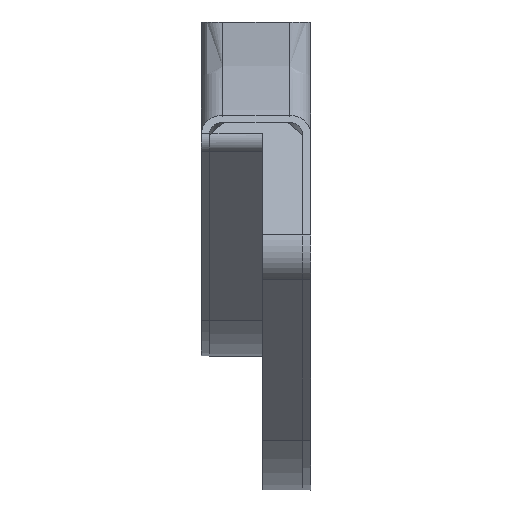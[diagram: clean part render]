
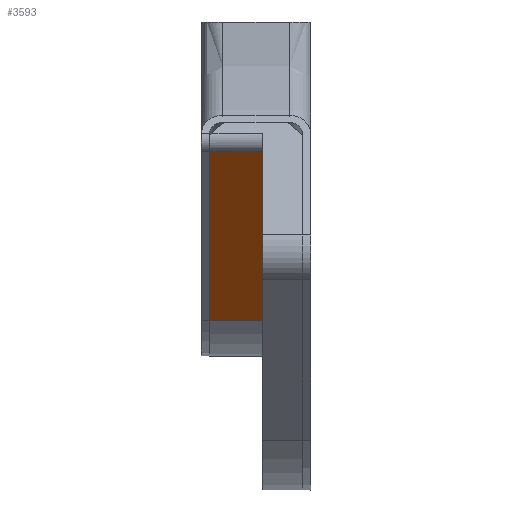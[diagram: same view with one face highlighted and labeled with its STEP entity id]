
A CAD part, front view. The second image highlights one B-rep face of the part: STEP entity #3593.
In plain terms, the highlighted face is planar.
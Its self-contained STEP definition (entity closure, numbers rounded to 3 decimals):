
#3566=AXIS2_PLACEMENT_3D('Plane Axis2P3D',#3563,#3564,#3565) ;
#3249=CARTESIAN_POINT('Vertex',(1.,-119.289,-5.862)) ;
#3252=CARTESIAN_POINT('Line Origine',(1.,-95.687,-21.304)) ;
#3256=CARTESIAN_POINT('Vertex',(1.,-72.086,-36.746)) ;
#3563=CARTESIAN_POINT('Axis2P3D Location',(1.,-120.962,-4.767)) ;
#3568=CARTESIAN_POINT('Line Origine',(-7.,-95.687,-21.304)) ;
#3572=CARTESIAN_POINT('Vertex',(-7.,-119.289,-5.862)) ;
#3574=CARTESIAN_POINT('Vertex',(-7.,-72.086,-36.746)) ;
#3577=CARTESIAN_POINT('Line Origine',(-3.,-72.086,-36.746)) ;
#3582=CARTESIAN_POINT('Line Origine',(-3.,-119.289,-5.862)) ;
#3253=DIRECTION('Vector Direction',(0.,0.837,-0.548)) ;
#3564=DIRECTION('Axis2P3D Direction',(-0.,-0.548,-0.837)) ;
#3565=DIRECTION('Axis2P3D XDirection',(-1.,0.,0.)) ;
#3569=DIRECTION('Vector Direction',(0.,0.837,-0.548)) ;
#3578=DIRECTION('Vector Direction',(-1.,0.,0.)) ;
#3583=DIRECTION('Vector Direction',(-1.,0.,0.)) ;
#3254=VECTOR('Line Direction',#3253,1.) ;
#3570=VECTOR('Line Direction',#3569,1.) ;
#3579=VECTOR('Line Direction',#3578,1.) ;
#3584=VECTOR('Line Direction',#3583,1.) ;
#3588=ORIENTED_EDGE('',*,*,#3576,.T.) ;
#3589=ORIENTED_EDGE('',*,*,#3581,.T.) ;
#3590=ORIENTED_EDGE('',*,*,#3258,.F.) ;
#3591=ORIENTED_EDGE('',*,*,#3586,.F.) ;
#3593=ADVANCED_FACE('Corps principal',(#3592),#3567,.T.) ;
#3258=EDGE_CURVE('',#3250,#3257,#3255,.T.) ;
#3576=EDGE_CURVE('',#3573,#3575,#3571,.T.) ;
#3581=EDGE_CURVE('',#3575,#3257,#3580,.F.) ;
#3586=EDGE_CURVE('',#3573,#3250,#3585,.F.) ;
#3587=EDGE_LOOP('',(#3588,#3589,#3590,#3591)) ;
#3592=FACE_OUTER_BOUND('',#3587,.T.) ;
#3255=LINE('Line',#3252,#3254) ;
#3571=LINE('Line',#3568,#3570) ;
#3580=LINE('Line',#3577,#3579) ;
#3585=LINE('Line',#3582,#3584) ;
#3567=PLANE('',#3566) ;
#3250=VERTEX_POINT('',#3249) ;
#3257=VERTEX_POINT('',#3256) ;
#3573=VERTEX_POINT('',#3572) ;
#3575=VERTEX_POINT('',#3574) ;
